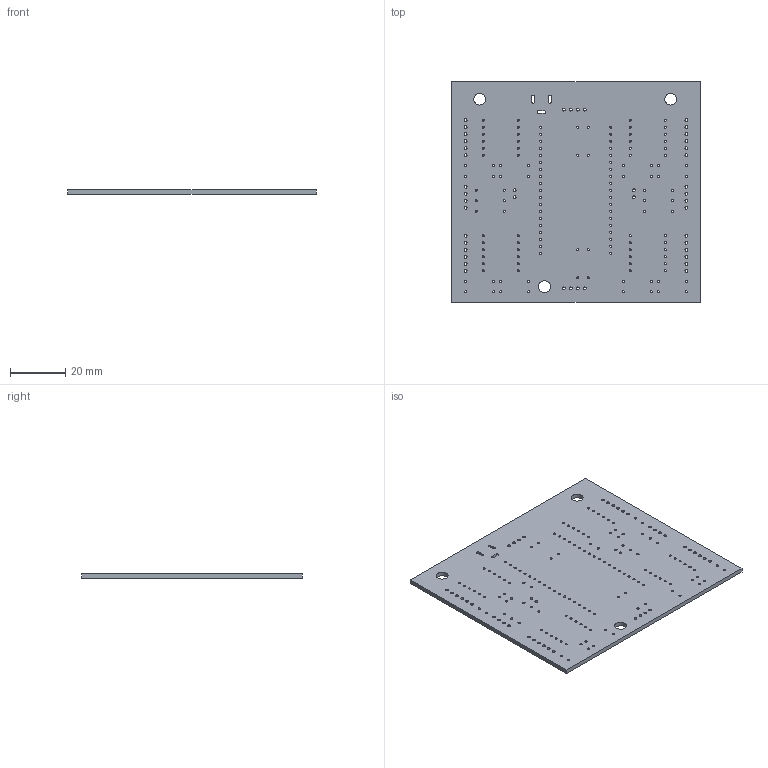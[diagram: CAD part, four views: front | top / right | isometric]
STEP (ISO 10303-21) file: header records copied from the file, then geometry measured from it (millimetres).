
FILE_DESCRIPTION(('KiCad electronic assembly'),'2;1');
FILE_NAME('Mobile robot electronics.step','2021-05-14T09:39:41',( 'An Author'),('A Company'),'Open CASCADE STEP processor 6.9', 'KiCad to STEP converter','Unknown');
FILE_SCHEMA(('AUTOMOTIVE_DESIGN { 1 0 10303 214 1 1 1 1 }'));
Length unit declared in the file: millimetre
Products named in the file (2): Open CASCADE STEP translator 6.9 1; COMPOUND
Assembly tree (1 placements, depth 2):
  Open CASCADE STEP translator 6.9 1
    COMPOUND
Bounding box: 90.17 x 80.01 x 1.6 mm (x, y, z)
Volume: 11300.3 mm3; surface area: 15528.7 mm2
Topology: 1 solids, 1 shells, 203 faces, 603 edges, 402 vertices
Faces by surface type: cylinder 191, plane 12
Full cylindrical faces by diameter (mm): 0.762 x86, 0.8 x52, 1 x44, 4.3 x3
Entity records: 16823 total; most frequent: CARTESIAN_POINT 4708, DIRECTION 2219, ORIENTED_EDGE 1206, PCURVE 1206, DEFINITIONAL_REPRESENTATION 1206, LINE 1045, VECTOR 1045, EDGE_CURVE 603
